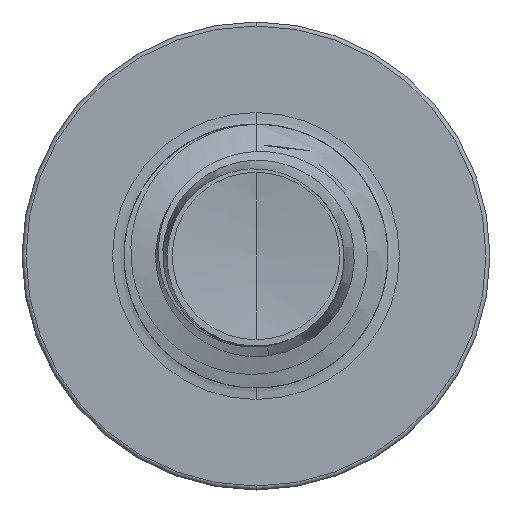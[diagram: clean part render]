
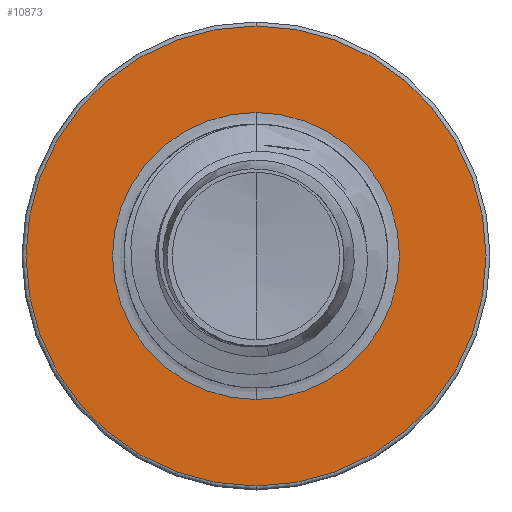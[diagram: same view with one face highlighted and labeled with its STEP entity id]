
A CAD part, front view. The second image highlights one B-rep face of the part: STEP entity #10873.
In plain terms, the highlighted planar face has unit normal (0, -1, 0).
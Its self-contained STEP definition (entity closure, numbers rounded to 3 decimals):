
#2605 = EDGE_CURVE ( 'NONE', #11651, #24595, #28268, .T. ) ;
#3581 = DIRECTION ( 'NONE',  ( 0., 0., 1. ) ) ;
#3618 = DIRECTION ( 'NONE',  ( 0., 1., 0. ) ) ;
#3625 = CARTESIAN_POINT ( 'NONE',  ( 0., 11., 0. ) ) ;
#5723 = CARTESIAN_POINT ( 'NONE',  ( 0., 11., 0. ) ) ;
#6781 = EDGE_LOOP ( 'NONE', ( #25512, #25850 ) ) ;
#6852 = CIRCLE ( 'NONE', #10485, 1.196 ) ;
#7487 = EDGE_CURVE ( 'NONE', #24669, #23762, #6852, .T. ) ;
#8146 = AXIS2_PLACEMENT_3D ( 'NONE', #5723, #25471, #8650 ) ;
#8650 = DIRECTION ( 'NONE',  ( 0., 0., 1. ) ) ;
#9013 = FACE_OUTER_BOUND ( 'NONE', #6781, .T. ) ;
#10321 = AXIS2_PLACEMENT_3D ( 'NONE', #21855, #21698, #21506 ) ;
#10485 = AXIS2_PLACEMENT_3D ( 'NONE', #3625, #3618, #3581 ) ;
#10873 = ADVANCED_FACE ( 'NONE', ( #9013, #23098 ), #22315, .F. ) ;
#11651 = VERTEX_POINT ( 'NONE', #15501 ) ;
#12480 = DIRECTION ( 'NONE',  ( 0., 0., 1. ) ) ;
#12489 = DIRECTION ( 'NONE',  ( 0., 1., 0. ) ) ;
#12527 = CARTESIAN_POINT ( 'NONE',  ( 0., 11., 0. ) ) ;
#13753 = CIRCLE ( 'NONE', #10321, 1.917 ) ;
#15501 = CARTESIAN_POINT ( 'NONE',  ( 0., 11., 1.917 ) ) ;
#19811 = EDGE_CURVE ( 'NONE', #24595, #11651, #13753, .T. ) ;
#20189 = CARTESIAN_POINT ( 'NONE',  ( 0., 11., 1.196 ) ) ;
#21273 = CIRCLE ( 'NONE', #8146, 1.196 ) ;
#21471 = DIRECTION ( 'NONE',  ( 0., 0., 1. ) ) ;
#21506 = DIRECTION ( 'NONE',  ( 0., 0., 1. ) ) ;
#21583 = DIRECTION ( 'NONE',  ( 0., 1., 0. ) ) ;
#21698 = DIRECTION ( 'NONE',  ( 0., 1., 0. ) ) ;
#21817 = CARTESIAN_POINT ( 'NONE',  ( 0., 11., -1.196 ) ) ;
#21842 = CARTESIAN_POINT ( 'NONE',  ( 0., 11., -1.196 ) ) ;
#21855 = CARTESIAN_POINT ( 'NONE',  ( 0., 11., 0. ) ) ;
#22229 = AXIS2_PLACEMENT_3D ( 'NONE', #12527, #12489, #12480 ) ;
#22315 = PLANE ( 'NONE',  #26388 ) ;
#23098 = FACE_BOUND ( 'NONE', #25748, .T. ) ;
#23536 = EDGE_CURVE ( 'NONE', #23762, #24669, #21273, .T. ) ;
#23762 = VERTEX_POINT ( 'NONE', #20189 ) ;
#24156 = CARTESIAN_POINT ( 'NONE',  ( 0., 11., -1.917 ) ) ;
#24595 = VERTEX_POINT ( 'NONE', #24156 ) ;
#24669 = VERTEX_POINT ( 'NONE', #21842 ) ;
#25471 = DIRECTION ( 'NONE',  ( 0., 1., 0. ) ) ;
#25512 = ORIENTED_EDGE ( 'NONE', *, *, #2605, .F. ) ;
#25748 = EDGE_LOOP ( 'NONE', ( #26110, #26455 ) ) ;
#25850 = ORIENTED_EDGE ( 'NONE', *, *, #19811, .F. ) ;
#26110 = ORIENTED_EDGE ( 'NONE', *, *, #23536, .T. ) ;
#26388 = AXIS2_PLACEMENT_3D ( 'NONE', #21817, #21583, #21471 ) ;
#26455 = ORIENTED_EDGE ( 'NONE', *, *, #7487, .T. ) ;
#28268 = CIRCLE ( 'NONE', #22229, 1.917 ) ;
